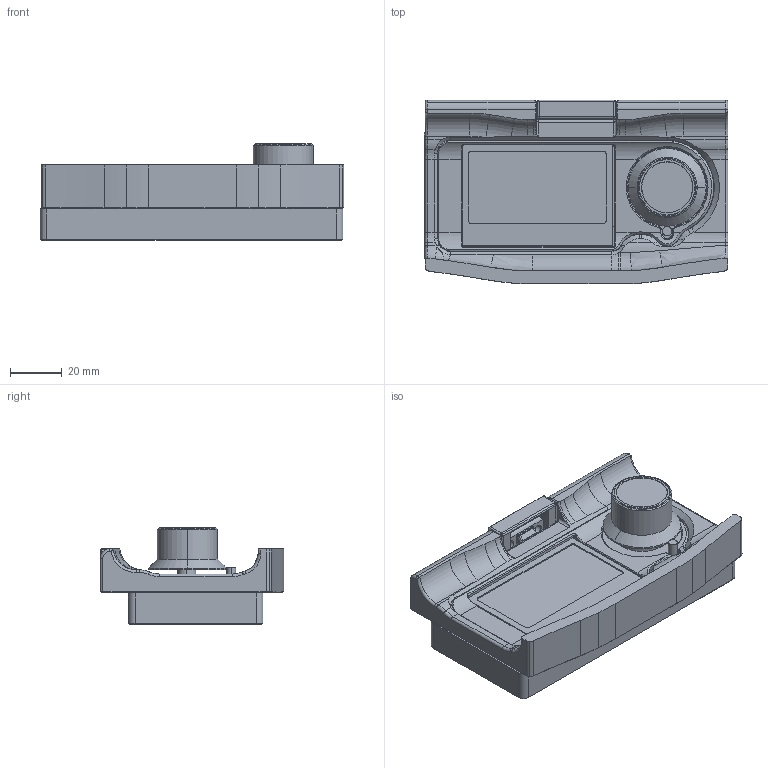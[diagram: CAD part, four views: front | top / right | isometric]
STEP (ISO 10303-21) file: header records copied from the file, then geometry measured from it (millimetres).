
FILE_DESCRIPTION (( 'STEP AP214' ), '1' );
FILE_NAME ('ModFinal.STEP', '2020-05-08T12:54:15', ( '' ), ( '' ), 'SwSTEP 2.0', 'SolidWorks 2019', '' );
FILE_SCHEMA (( 'AUTOMOTIVE_DESIGN' ));
Length unit declared in the file: millimetre
Products named in the file (6): LCD_Hinge; ModFinal; LCD_Accent; Mini12864_LCD_Screen; LCD_Front; LCD_RearCover
Assembly tree (5 placements, depth 2):
  ModFinal
    LCD_Front
    LCD_Accent
    LCD_Hinge
    Mini12864_LCD_Screen
    LCD_RearCover
Bounding box: 117.35 x 71 x 37.3 mm (x, y, z)
Volume: 101621.4 mm3; surface area: 73671.2 mm2
Topology: 14 solids, 14 shells, 849 faces, 2088 edges, 1270 vertices
Faces by surface type: plane 326, cylinder 273, cone 154, bspline 59, torus 27, sphere 10
Entity records: 29427 total; most frequent: CARTESIAN_POINT 7843, DIRECTION 4233, ORIENTED_EDGE 4164, EDGE_CURVE 2082, AXIS2_PLACEMENT_3D 1542, VERTEX_POINT 1270, LINE 1149, VECTOR 1149
